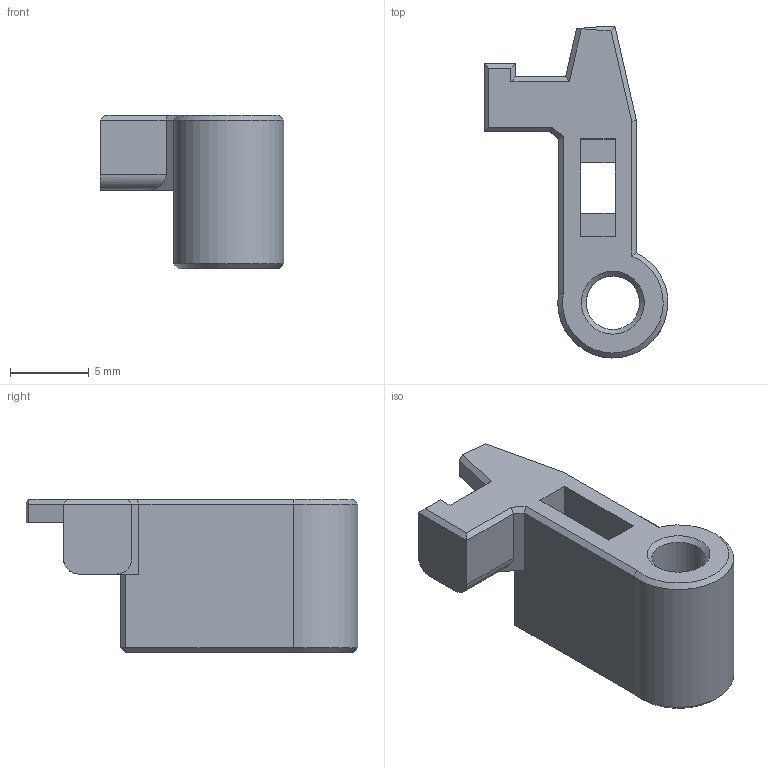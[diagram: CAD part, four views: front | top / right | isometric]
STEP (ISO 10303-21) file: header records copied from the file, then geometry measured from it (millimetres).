
FILE_DESCRIPTION(/* description */ (''),/* implementation_level */ '2;1');
FILE_NAME(/* name */ 'MB-printhead.fs-lever-R6-IF.step',/* time_stamp */ '2023-04-09T23:17:40+02:00',/* author */ (''),/* organization */ (''),/* preprocessor_version */ 'ST-DEVELOPER v19.2',/* originating_system */ 'Autodesk Translation Framework v12.4.0.73',/* authorisation */ '');
FILE_SCHEMA (('AUTOMOTIVE_DESIGN { 1 0 10303 214 3 1 1 }'));
Length unit declared in the file: millimetre
Products named in the file (1): MB-fs-lever
Bounding box: 11.67 x 21.08 x 9.75 mm (x, y, z)
Volume: 715.4 mm3; surface area: 917.9 mm2
Topology: 1 solids, 1 shells, 52 faces, 129 edges, 79 vertices
Faces by surface type: plane 44, cone 4, cylinder 4
Full cylindrical faces by diameter (mm): 3.4 x1
Entity records: 1544 total; most frequent: CARTESIAN_POINT 267, ORIENTED_EDGE 258, DIRECTION 249, EDGE_CURVE 129, LINE 111, VECTOR 111, VERTEX_POINT 79, AXIS2_PLACEMENT_3D 69
